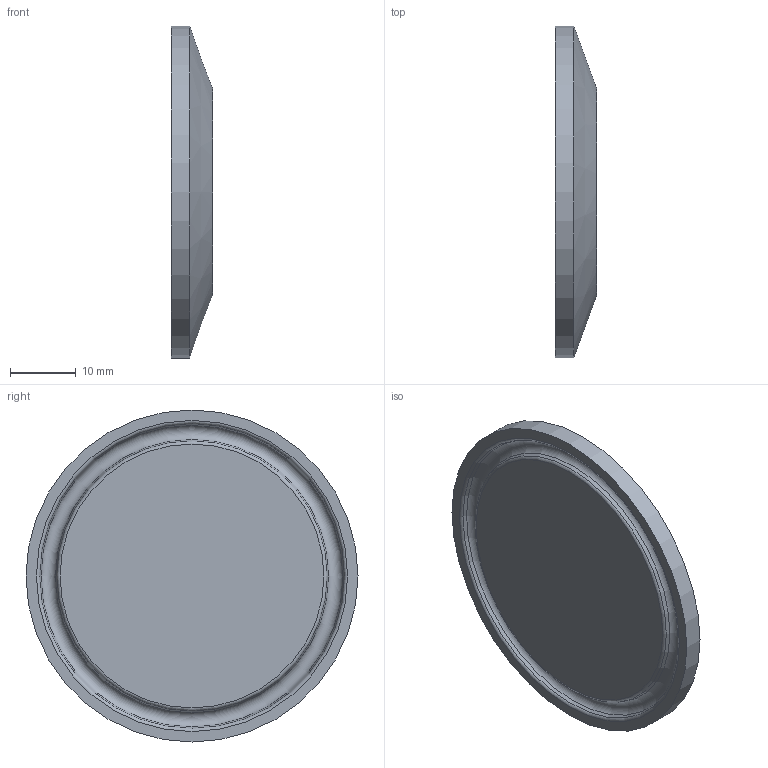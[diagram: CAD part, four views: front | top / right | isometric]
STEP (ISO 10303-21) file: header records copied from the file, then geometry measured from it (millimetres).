
FILE_DESCRIPTION(/* description */ (''),/* implementation_level */ '2;1');
FILE_NAME(/* name */ '16AMP-1.stp',/* time_stamp */ '2019-02-01T13:40:16-05:00',/* author */ ('rick'),/* organization */ (''),/* preprocessor_version */ 'ST-DEVELOPER v15.2',/* originating_system */ 'Autodesk Inventor 2014',/* authorisation */ '');
FILE_SCHEMA (('AUTOMOTIVE_DESIGN { 1 0 10303 214 3 1 1 }'));
Length unit declared in the file: inch
Products named in the file (1): 16AMP-1
Bounding box: 6.35 x 50.39 x 50.39 mm (x, y, z)
Volume: 9871.2 mm3; surface area: 4747.4 mm2
Topology: 1 solids, 1 shells, 329 faces, 876 edges, 582 vertices
Faces by surface type: plane 173, bspline 148, torus 4, cone 3, cylinder 1
Full cylindrical faces by diameter (mm): 50.394 x1
Entity records: 11358 total; most frequent: CARTESIAN_POINT 4148, ORIENTED_EDGE 1736, DIRECTION 946, EDGE_CURVE 868, VERTEX_POINT 582, LINE 562, VECTOR 562, EDGE_LOOP 370
